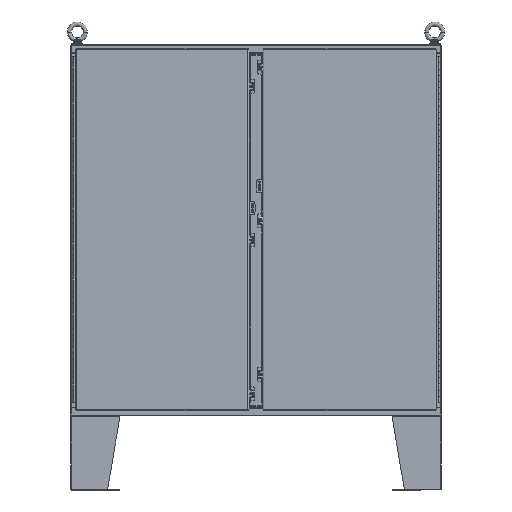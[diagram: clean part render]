
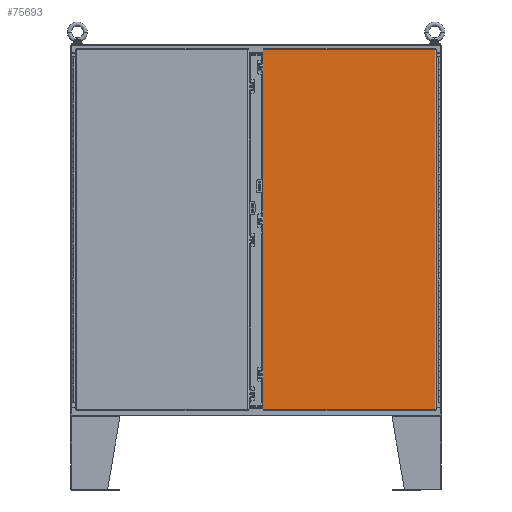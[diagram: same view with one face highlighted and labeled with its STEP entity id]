
A CAD part, front view. The second image highlights one B-rep face of the part: STEP entity #75693.
In plain terms, the highlighted planar face has unit normal (0, -1, 0).
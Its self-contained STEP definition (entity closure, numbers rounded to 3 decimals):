
#664 = EDGE_LOOP ( 'NONE', ( #49480, #99082, #57523, #54653 ) ) ;
#1259 = VECTOR ( 'NONE', #54578, 39.37 ) ;
#3771 = VERTEX_POINT ( 'NONE', #17548 ) ;
#8254 = VECTOR ( 'NONE', #111031, 39.37 ) ;
#8654 = CARTESIAN_POINT ( 'NONE',  ( 1.299, -13.78, 29.256 ) ) ;
#12318 = EDGE_CURVE ( 'NONE', #3771, #86483, #88396, .T. ) ;
#13229 = CARTESIAN_POINT ( 'NONE',  ( 29.013, -13.78, -29.044 ) ) ;
#17548 = CARTESIAN_POINT ( 'NONE',  ( 29.013, -13.78, 29.256 ) ) ;
#24035 = LINE ( 'NONE', #13229, #8254 ) ;
#24077 = VECTOR ( 'NONE', #63378, 39.37 ) ;
#29853 = CARTESIAN_POINT ( 'NONE',  ( 29.013, -13.78, -29.045 ) ) ;
#45056 = CARTESIAN_POINT ( 'NONE',  ( 29.013, -13.78, -29.044 ) ) ;
#45325 = CARTESIAN_POINT ( 'NONE',  ( 1.299, -13.78, 29.256 ) ) ;
#49480 = ORIENTED_EDGE ( 'NONE', *, *, #105712, .F. ) ;
#52681 = DIRECTION ( 'NONE',  ( 1., 0., 0. ) ) ;
#52897 = EDGE_CURVE ( 'NONE', #88250, #53291, #89124, .T. ) ;
#52904 = CARTESIAN_POINT ( 'NONE',  ( 29.013, -13.78, 29.256 ) ) ;
#53291 = VERTEX_POINT ( 'NONE', #45325 ) ;
#54578 = DIRECTION ( 'NONE',  ( 0., 0., -1. ) ) ;
#54653 = ORIENTED_EDGE ( 'NONE', *, *, #12318, .F. ) ;
#56181 = EDGE_CURVE ( 'NONE', #86483, #88250, #24035, .T. ) ;
#57523 = ORIENTED_EDGE ( 'NONE', *, *, #56181, .F. ) ;
#63378 = DIRECTION ( 'NONE',  ( 0., 0., 1. ) ) ;
#64403 = CARTESIAN_POINT ( 'NONE',  ( 1.299, -13.78, -29.045 ) ) ;
#71976 = CARTESIAN_POINT ( 'NONE',  ( 1.299, -13.78, -29.044 ) ) ;
#75693 = ADVANCED_FACE ( 'NONE', ( #106297 ), #98273, .F. ) ;
#75911 = AXIS2_PLACEMENT_3D ( 'NONE', #45056, #99418, #80577 ) ;
#80577 = DIRECTION ( 'NONE',  ( 0., 0., -1. ) ) ;
#85915 = LINE ( 'NONE', #8654, #102647 ) ;
#86483 = VERTEX_POINT ( 'NONE', #29853 ) ;
#88250 = VERTEX_POINT ( 'NONE', #64403 ) ;
#88396 = LINE ( 'NONE', #52904, #1259 ) ;
#89124 = LINE ( 'NONE', #71976, #24077 ) ;
#98273 = PLANE ( 'NONE',  #75911 ) ;
#99082 = ORIENTED_EDGE ( 'NONE', *, *, #52897, .F. ) ;
#99418 = DIRECTION ( 'NONE',  ( 0., 1., 0. ) ) ;
#102647 = VECTOR ( 'NONE', #52681, 39.37 ) ;
#105712 = EDGE_CURVE ( 'NONE', #53291, #3771, #85915, .T. ) ;
#106297 = FACE_OUTER_BOUND ( 'NONE', #664, .T. ) ;
#111031 = DIRECTION ( 'NONE',  ( -1., 0., 0. ) ) ;
